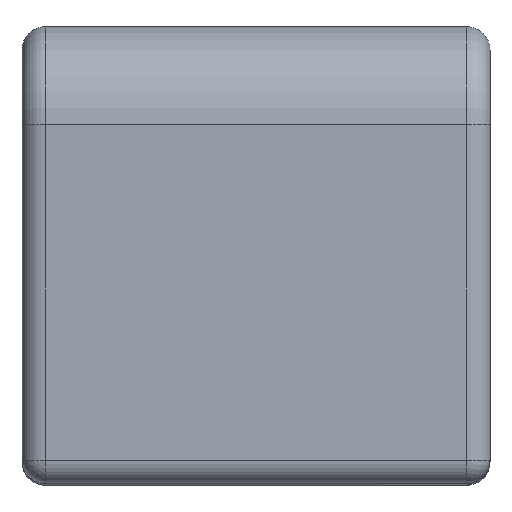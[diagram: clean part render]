
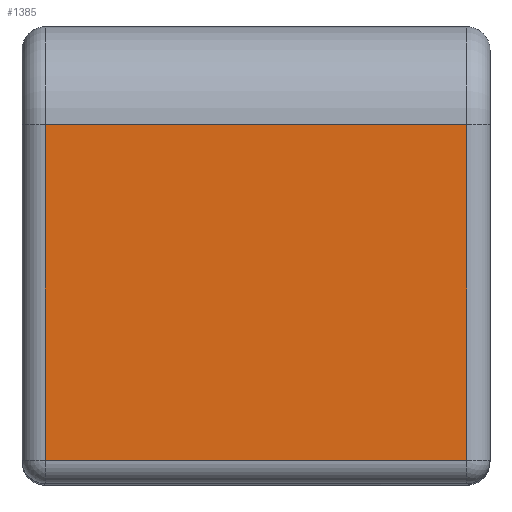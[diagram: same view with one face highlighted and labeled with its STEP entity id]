
A CAD part, top view. The second image highlights one B-rep face of the part: STEP entity #1385.
In plain terms, the highlighted planar face has unit normal (0, 0, 1).
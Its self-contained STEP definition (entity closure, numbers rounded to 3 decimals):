
#248 = VERTEX_POINT('',#249);
#249 = CARTESIAN_POINT('',(-11.368,-8.123,
    14.892));
#292 = VERTEX_POINT('',#293);
#293 = CARTESIAN_POINT('',(-18.226,-8.123,
    14.892));
#323 = EDGE_CURVE('',#248,#292,#324,.T.);
#324 = LINE('',#325,#326);
#325 = CARTESIAN_POINT('',(-14.797,-8.123,
    14.892));
#326 = VECTOR('',#327,1.);
#327 = DIRECTION('',(-1.,0.,0.));
#452 = VERTEX_POINT('',#453);
#453 = CARTESIAN_POINT('',(-18.226,-2.662,
    14.892));
#469 = EDGE_CURVE('',#292,#452,#470,.T.);
#470 = LINE('',#471,#472);
#471 = CARTESIAN_POINT('',(-18.226,-2.357,
    14.892));
#472 = VECTOR('',#473,1.);
#473 = DIRECTION('',(0.,1.,0.));
#704 = VERTEX_POINT('',#705);
#705 = CARTESIAN_POINT('',(-11.368,-2.662,
    14.892));
#745 = EDGE_CURVE('',#704,#248,#746,.T.);
#746 = LINE('',#747,#748);
#747 = CARTESIAN_POINT('',(-11.368,-2.357,
    14.892));
#748 = VECTOR('',#749,1.);
#749 = DIRECTION('',(0.,-1.,0.));
#877 = EDGE_CURVE('',#452,#704,#878,.T.);
#878 = LINE('',#879,#880);
#879 = CARTESIAN_POINT('',(-14.797,-2.662,
    14.892));
#880 = VECTOR('',#881,1.);
#881 = DIRECTION('',(1.,0.,0.));
#1385 = ADVANCED_FACE('',(#1386),#1392,.T.);
#1386 = FACE_BOUND('',#1387,.T.);
#1387 = EDGE_LOOP('',(#1388,#1389,#1390,#1391));
#1388 = ORIENTED_EDGE('',*,*,#745,.F.);
#1389 = ORIENTED_EDGE('',*,*,#877,.F.);
#1390 = ORIENTED_EDGE('',*,*,#469,.F.);
#1391 = ORIENTED_EDGE('',*,*,#323,.F.);
#1392 = PLANE('',#1393);
#1393 = AXIS2_PLACEMENT_3D('',#1394,#1395,#1396);
#1394 = CARTESIAN_POINT('',(-14.797,-1.062,
    14.892));
#1395 = DIRECTION('',(0.,0.,1.));
#1396 = DIRECTION('',(0.,-1.,0.));
